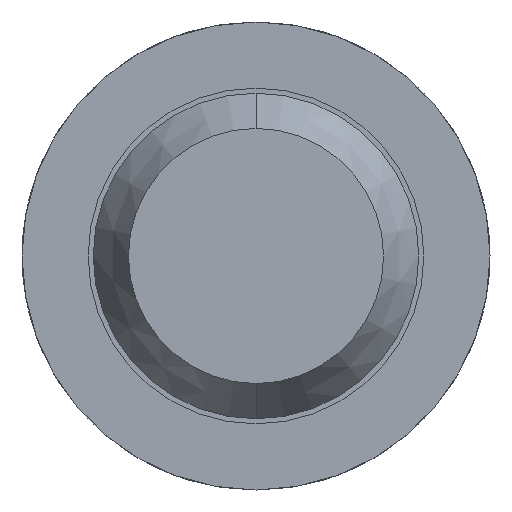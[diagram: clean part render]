
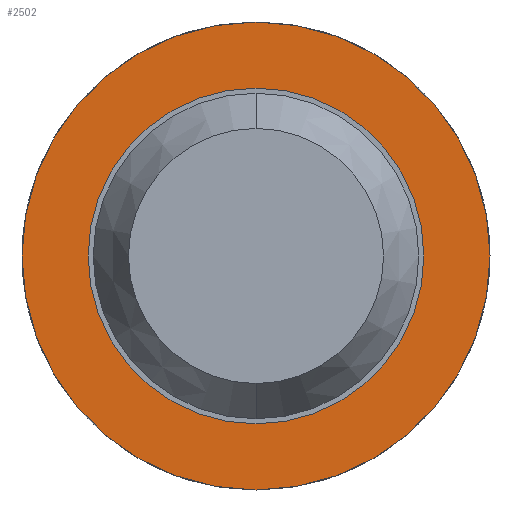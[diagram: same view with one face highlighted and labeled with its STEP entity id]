
A CAD part, front view. The second image highlights one B-rep face of the part: STEP entity #2502.
In plain terms, the highlighted planar face has unit normal (0, -1, 0).
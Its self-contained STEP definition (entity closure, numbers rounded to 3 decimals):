
#84 = VERTEX_POINT ( 'NONE', #3167 ) ;
#133 = DIRECTION ( 'NONE',  ( 0., 1., 0. ) ) ;
#183 = DIRECTION ( 'NONE',  ( 0., 0., 1. ) ) ;
#471 = FACE_BOUND ( 'NONE', #4511, .T. ) ;
#519 = CARTESIAN_POINT ( 'NONE',  ( 0., -1.7, 0. ) ) ;
#520 = CARTESIAN_POINT ( 'NONE',  ( 0., -1.7, 0. ) ) ;
#581 = FACE_OUTER_BOUND ( 'NONE', #1668, .T. ) ;
#724 = CARTESIAN_POINT ( 'NONE',  ( 0., -1.7, -1.15 ) ) ;
#1127 = CARTESIAN_POINT ( 'NONE',  ( 0., -1.7, 1.15 ) ) ;
#1358 = CARTESIAN_POINT ( 'NONE',  ( 0., -1.7, 0. ) ) ;
#1359 = EDGE_CURVE ( 'Defeature ausgef�hrt3_10+Defeature ausgef�hrt3_14+Defeature ausgef�hrt3_14+Defeature ausgef�hrt3_14', #1962, #3650, #2145, .T. ) ;
#1448 = DIRECTION ( 'NONE',  ( 0., 1., 0. ) ) ;
#1644 = DIRECTION ( 'NONE',  ( 0., 1., 0. ) ) ;
#1668 = EDGE_LOOP ( 'NONE', ( #4183, #4779 ) ) ;
#1685 = CARTESIAN_POINT ( 'NONE',  ( 0., -1.7, 0.825 ) ) ;
#1962 = VERTEX_POINT ( 'NONE', #1127 ) ;
#1978 = EDGE_CURVE ( 'Defeature ausgef�hrt3_14+Defeature ausgef�hrt3_13+Defeature ausgef�hrt3_13+Defeature ausgef�hrt3_13', #4557, #84, #4232, .T. ) ;
#2000 = DIRECTION ( 'NONE',  ( 0., 0., 1. ) ) ;
#2021 = DIRECTION ( 'NONE',  ( 0., 1., 0. ) ) ;
#2145 = CIRCLE ( 'NONE', #3841, 1.15 ) ;
#2318 = AXIS2_PLACEMENT_3D ( 'NONE', #519, #2364, #2000 ) ;
#2364 = DIRECTION ( 'NONE',  ( 0., 1., 0. ) ) ;
#2487 = DIRECTION ( 'NONE',  ( 0., 0., 1. ) ) ;
#2502 = ADVANCED_FACE ( 'Defeature ausgef�hrt3_14', ( #581, #471 ), #4368, .F. ) ;
#2704 = CIRCLE ( 'NONE', #2318, 1.15 ) ;
#2760 = EDGE_CURVE ( 'Defeature ausgef�hrt3_10+Defeature ausgef�hrt3_14+Defeature ausgef�hrt3_14+Defeature ausgef�hrt3_14', #3650, #1962, #2704, .T. ) ;
#2911 = DIRECTION ( 'NONE',  ( 0., 0., 1. ) ) ;
#3162 = AXIS2_PLACEMENT_3D ( 'NONE', #520, #133, #183 ) ;
#3167 = CARTESIAN_POINT ( 'NONE',  ( 0., -1.7, -0.825 ) ) ;
#3461 = EDGE_CURVE ( 'Defeature ausgef�hrt3_14+Defeature ausgef�hrt3_13+Defeature ausgef�hrt3_13+Defeature ausgef�hrt3_13', #84, #4557, #3940, .T. ) ;
#3539 = AXIS2_PLACEMENT_3D ( 'NONE', #4672, #2021, #2911 ) ;
#3650 = VERTEX_POINT ( 'NONE', #724 ) ;
#3794 = ORIENTED_EDGE ( 'NONE', *, *, #3461, .T. ) ;
#3841 = AXIS2_PLACEMENT_3D ( 'NONE', #1358, #1644, #3892 ) ;
#3892 = DIRECTION ( 'NONE',  ( 0., 0., 1. ) ) ;
#3940 = CIRCLE ( 'NONE', #3162, 0.825 ) ;
#4164 = AXIS2_PLACEMENT_3D ( 'NONE', #4769, #1448, #2487 ) ;
#4183 = ORIENTED_EDGE ( 'NONE', *, *, #1359, .F. ) ;
#4232 = CIRCLE ( 'NONE', #3539, 0.825 ) ;
#4346 = ORIENTED_EDGE ( 'NONE', *, *, #1978, .T. ) ;
#4368 = PLANE ( 'NONE',  #4164 ) ;
#4511 = EDGE_LOOP ( 'NONE', ( #4346, #3794 ) ) ;
#4557 = VERTEX_POINT ( 'NONE', #1685 ) ;
#4672 = CARTESIAN_POINT ( 'NONE',  ( 0., -1.7, 0. ) ) ;
#4769 = CARTESIAN_POINT ( 'NONE',  ( 0.825, -1.7, 0. ) ) ;
#4779 = ORIENTED_EDGE ( 'NONE', *, *, #2760, .F. ) ;
